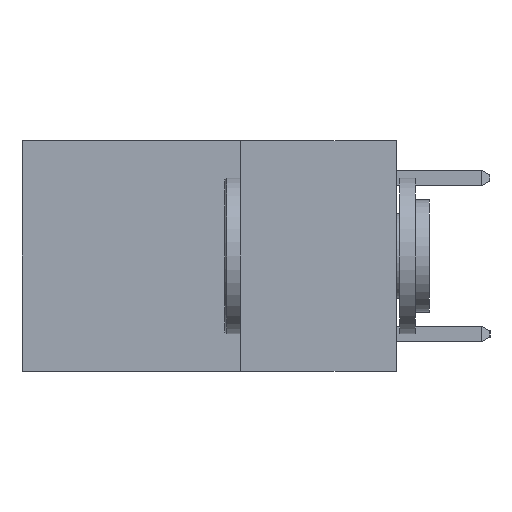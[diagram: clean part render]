
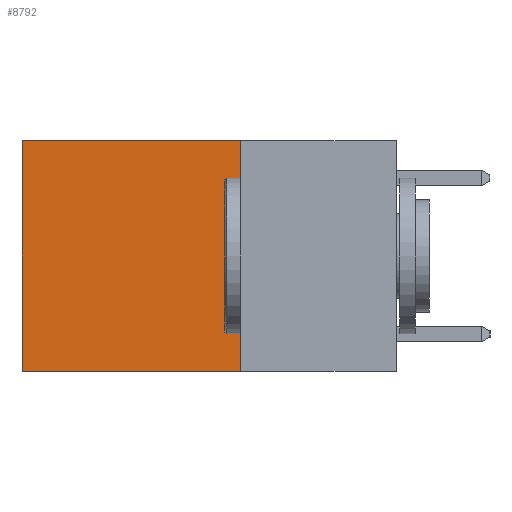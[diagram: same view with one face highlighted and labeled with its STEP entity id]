
A CAD part, left-side view. The second image highlights one B-rep face of the part: STEP entity #8792.
In plain terms, the highlighted planar face has unit normal (-1, 0, 0).
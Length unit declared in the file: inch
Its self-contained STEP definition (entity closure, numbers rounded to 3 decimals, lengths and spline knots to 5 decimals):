
#138 = CARTESIAN_POINT ( 'NONE',  ( 0.2625, 0.6, 0. ) ) ;
#273 = PLANE ( 'NONE',  #450 ) ;
#346 = CARTESIAN_POINT ( 'NONE',  ( 0.2625, 0.6, -0.37 ) ) ;
#450 = AXIS2_PLACEMENT_3D ( 'NONE', #5995, #1771, #6689 ) ;
#512 = VECTOR ( 'NONE', #2294, 39.37008 ) ;
#996 = EDGE_LOOP ( 'NONE', ( #5673, #9023, #9059, #2992 ) ) ;
#1771 = DIRECTION ( 'NONE',  ( 1., 0., 0. ) ) ;
#2294 = DIRECTION ( 'NONE',  ( 0., 1., 0. ) ) ;
#2499 = EDGE_CURVE ( 'NONE', #8484, #6259, #4973, .T. ) ;
#2992 = ORIENTED_EDGE ( 'NONE', *, *, #7951, .T. ) ;
#3536 = CARTESIAN_POINT ( 'NONE',  ( 0.2625, 0.25, 0. ) ) ;
#3635 = DIRECTION ( 'NONE',  ( 0., 0., -1. ) ) ;
#4390 = VERTEX_POINT ( 'NONE', #3536 ) ;
#4973 = LINE ( 'NONE', #138, #6594 ) ;
#5673 = ORIENTED_EDGE ( 'NONE', *, *, #2499, .T. ) ;
#5750 = VECTOR ( 'NONE', #5873, 39.37008 ) ;
#5873 = DIRECTION ( 'NONE',  ( 0., 1., 0. ) ) ;
#5995 = CARTESIAN_POINT ( 'NONE',  ( 0.2625, 0.25, 0. ) ) ;
#6259 = VERTEX_POINT ( 'NONE', #346 ) ;
#6298 = CARTESIAN_POINT ( 'NONE',  ( 0.2625, 0.25, 0. ) ) ;
#6401 = LINE ( 'NONE', #8618, #512 ) ;
#6491 = VERTEX_POINT ( 'NONE', #7755 ) ;
#6511 = FACE_OUTER_BOUND ( 'NONE', #996, .T. ) ;
#6594 = VECTOR ( 'NONE', #6782, 39.37008 ) ;
#6689 = DIRECTION ( 'NONE',  ( 0., 0., -1. ) ) ;
#6782 = DIRECTION ( 'NONE',  ( 0., 0., -1. ) ) ;
#7053 = CARTESIAN_POINT ( 'NONE',  ( 0.2625, 0.6, 0. ) ) ;
#7318 = VECTOR ( 'NONE', #3635, 39.37008 ) ;
#7654 = LINE ( 'NONE', #8703, #5750 ) ;
#7755 = CARTESIAN_POINT ( 'NONE',  ( 0.2625, 0.25, -0.37 ) ) ;
#7951 = EDGE_CURVE ( 'NONE', #4390, #8484, #6401, .T. ) ;
#8475 = EDGE_CURVE ( 'NONE', #4390, #6491, #9218, .T. ) ;
#8484 = VERTEX_POINT ( 'NONE', #7053 ) ;
#8618 = CARTESIAN_POINT ( 'NONE',  ( 0.2625, 0.25, 0. ) ) ;
#8664 = EDGE_CURVE ( 'NONE', #6491, #6259, #7654, .T. ) ;
#8703 = CARTESIAN_POINT ( 'NONE',  ( 0.2625, 0.25, -0.37 ) ) ;
#8792 = ADVANCED_FACE ( 'NONE', ( #6511 ), #273, .F. ) ;
#9023 = ORIENTED_EDGE ( 'NONE', *, *, #8664, .F. ) ;
#9059 = ORIENTED_EDGE ( 'NONE', *, *, #8475, .F. ) ;
#9218 = LINE ( 'NONE', #6298, #7318 ) ;
